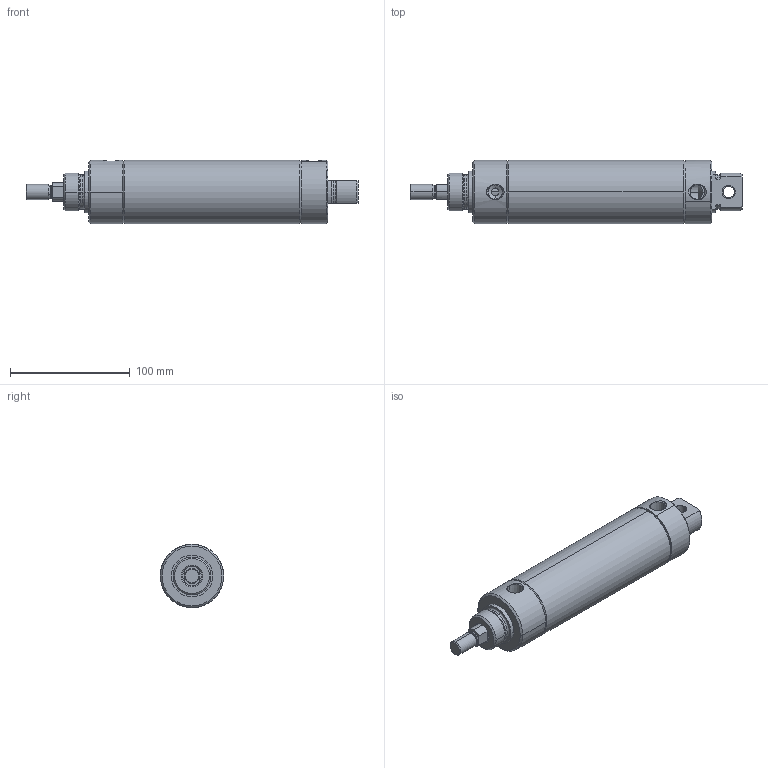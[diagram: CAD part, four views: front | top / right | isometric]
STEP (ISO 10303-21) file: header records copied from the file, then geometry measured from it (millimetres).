
FILE_DESCRIPTION (( 'STEP AP203' ), '1' );
FILE_NAME ('F32040DD-M.step', '2021-11-04T15:06:36', ( '' ), ( '' ), 'SwSTEP 2.0', 'SolidWorks 2021', '' );
FILE_SCHEMA (( 'CONFIG_CONTROL_DESIGN' ));
Length unit declared in the file: millimetre
Products named in the file (6): F32040DD-M_1; F32040DD-M_9; F32040DD-M; F32040DD-M_7; F32040DD-M_5; F32040DD-M_3
Assembly tree (5 placements, depth 2):
  F32040DD-M
    F32040DD-M_3
    F32040DD-M_5
    F32040DD-M_7
    F32040DD-M_9
    F32040DD-M_1
Bounding box: 277.83 x 53.09 x 53.09 mm (x, y, z)
Volume: 271928.7 mm3; surface area: 100391.7 mm2
Topology: 5 solids, 5 shells, 160 faces, 365 edges, 224 vertices
Faces by surface type: cylinder 60, cone 57, plane 31, torus 12
Entity records: 5496 total; most frequent: CARTESIAN_POINT 1138, DIRECTION 866, ORIENTED_EDGE 728, EDGE_CURVE 364, AXIS2_PLACEMENT_3D 362, VERTEX_POINT 224, CIRCLE 194, EDGE_LOOP 182
